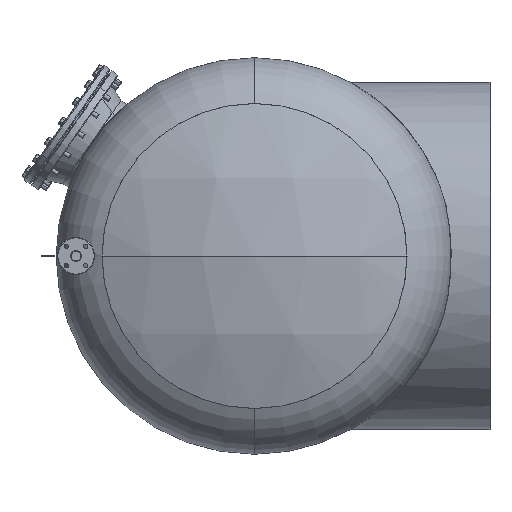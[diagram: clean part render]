
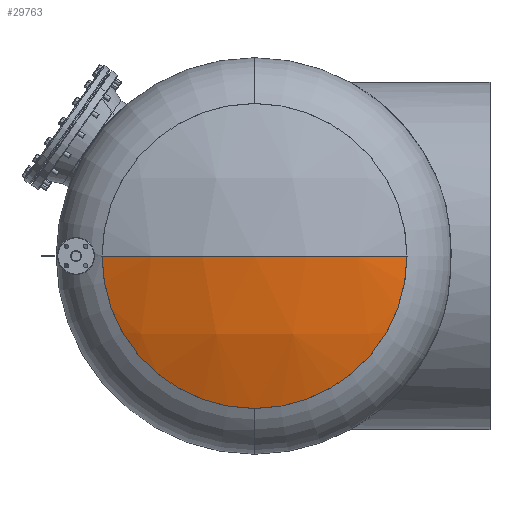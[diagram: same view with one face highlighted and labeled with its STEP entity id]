
A CAD part, left-side view. The second image highlights one B-rep face of the part: STEP entity #29763.
In plain terms, the highlighted spherical face has radius 1600 mm.
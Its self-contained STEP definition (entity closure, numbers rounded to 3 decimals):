
#386 = CARTESIAN_POINT ( 'NONE',  ( -1426.923, 0., 0. ) ) ;
#548 = DIRECTION ( 'NONE',  ( 0., 1., 0. ) ) ;
#3561 = CIRCLE ( 'NONE', #4237, 1600. ) ;
#3835 = CARTESIAN_POINT ( 'NONE',  ( -1426.923, -615.385, 0. ) ) ;
#4070 = AXIS2_PLACEMENT_3D ( 'NONE', #38561, #18967, #6801 ) ;
#4237 = AXIS2_PLACEMENT_3D ( 'NONE', #22657, #35407, #32323 ) ;
#5299 = CARTESIAN_POINT ( 'NONE',  ( -1426.923, 0., 0. ) ) ;
#5935 = CIRCLE ( 'NONE', #25339, 1600. ) ;
#6801 = DIRECTION ( 'NONE',  ( 0., 1., 0. ) ) ;
#6856 = CARTESIAN_POINT ( 'NONE',  ( -1426.923, 615.385, 0. ) ) ;
#7594 = AXIS2_PLACEMENT_3D ( 'NONE', #5299, #11772, #24535 ) ;
#7885 = ORIENTED_EDGE ( 'NONE', *, *, #33433, .T. ) ;
#9996 = ORIENTED_EDGE ( 'NONE', *, *, #36536, .F. ) ;
#10853 = EDGE_CURVE ( 'NONE', #21408, #11571, #18279, .T. ) ;
#11571 = VERTEX_POINT ( 'NONE', #3835 ) ;
#11772 = DIRECTION ( 'NONE',  ( -1., 0., 0. ) ) ;
#13361 = DIRECTION ( 'NONE',  ( -1., 0., 0. ) ) ;
#16286 = CARTESIAN_POINT ( 'NONE',  ( 50., 0., 0. ) ) ;
#16550 = EDGE_LOOP ( 'NONE', ( #30692, #34697, #7885, #9996 ) ) ;
#18279 = CIRCLE ( 'NONE', #7594, 615.385 ) ;
#18967 = DIRECTION ( 'NONE',  ( 0., 0., -1. ) ) ;
#19394 = DIRECTION ( 'NONE',  ( 0., 0., -1. ) ) ;
#20217 = AXIS2_PLACEMENT_3D ( 'NONE', #386, #13361, #26348 ) ;
#20449 = CARTESIAN_POINT ( 'NONE',  ( -1550., 0., 0. ) ) ;
#21408 = VERTEX_POINT ( 'NONE', #31077 ) ;
#22657 = CARTESIAN_POINT ( 'NONE',  ( 50., 0., 0. ) ) ;
#24535 = DIRECTION ( 'NONE',  ( 0., 0., 1. ) ) ;
#25239 = FACE_OUTER_BOUND ( 'NONE', #16550, .T. ) ;
#25339 = AXIS2_PLACEMENT_3D ( 'NONE', #16286, #19394, #548 ) ;
#26308 = VERTEX_POINT ( 'NONE', #20449 ) ;
#26348 = DIRECTION ( 'NONE',  ( 0., 0., 1. ) ) ;
#28957 = CIRCLE ( 'NONE', #20217, 615.385 ) ;
#29763 = ADVANCED_FACE ( 'NONE', ( #25239 ), #38364, .T. ) ;
#30692 = ORIENTED_EDGE ( 'NONE', *, *, #40159, .T. ) ;
#31077 = CARTESIAN_POINT ( 'NONE',  ( -1426.923, 0., -615.385 ) ) ;
#32323 = DIRECTION ( 'NONE',  ( 1., 0., 0. ) ) ;
#33433 = EDGE_CURVE ( 'NONE', #11571, #26308, #5935, .T. ) ;
#34697 = ORIENTED_EDGE ( 'NONE', *, *, #10853, .T. ) ;
#35407 = DIRECTION ( 'NONE',  ( 0., 0., 1. ) ) ;
#36536 = EDGE_CURVE ( 'NONE', #37835, #26308, #3561, .T. ) ;
#37835 = VERTEX_POINT ( 'NONE', #6856 ) ;
#38364 = SPHERICAL_SURFACE ( 'NONE', #4070, 1600. ) ;
#38561 = CARTESIAN_POINT ( 'NONE',  ( 50., 0., 0. ) ) ;
#40159 = EDGE_CURVE ( 'NONE', #37835, #21408, #28957, .T. ) ;
